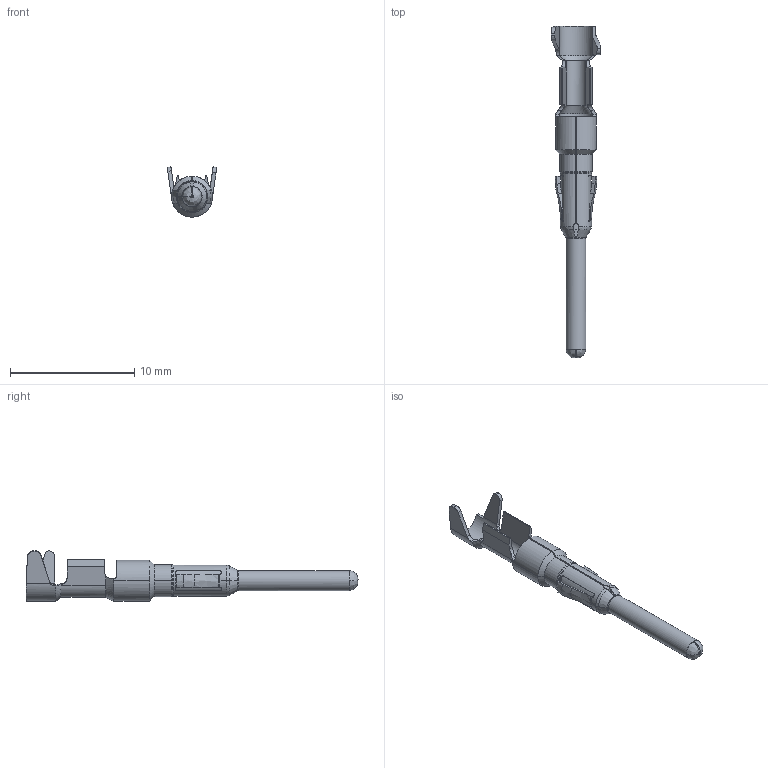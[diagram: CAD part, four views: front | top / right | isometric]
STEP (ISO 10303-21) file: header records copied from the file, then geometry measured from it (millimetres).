
FILE_DESCRIPTION(/* description */ (''),/* implementation_level */ '2;1');
FILE_NAME(/* name */ 'vn01 016 00xx xnxc001-01.stp',/* time_stamp */ '2019-07-08T18:24:04+02:00',/* author */ (''),/* organization */ (''),/* preprocessor_version */ 'ST-DEVELOPER v16.7',/* originating_system */ 'SIEMENS PLM Software NX 12.0',/* authorisation */ '');
FILE_SCHEMA (('AUTOMOTIVE_DESIGN { 1 0 10303 214 3 1 1 1 }'));
Length unit declared in the file: millimetre
Products named in the file (1): vn01 016 00xx xnxc001-01
Bounding box: 3.98 x 26.7 x 4.04 mm (x, y, z)
Volume: 102.4 mm3; surface area: 338.7 mm2
Topology: 3 solids, 3 shells, 179 faces, 466 edges, 292 vertices
Faces by surface type: plane 72, cylinder 51, bspline 44, cone 8, torus 4
Full cylindrical faces by diameter (mm): 1.6 x1, 1.654 x1, 2.366 x1, 2.69 x1
Entity records: 7516 total; most frequent: CARTESIAN_POINT 3965, ORIENTED_EDGE 914, DIRECTION 468, EDGE_CURVE 457, VERTEX_POINT 289, B_SPLINE_CURVE_WITH_KNOTS 270, AXIS2_PLACEMENT_3D 198, EDGE_LOOP 185
